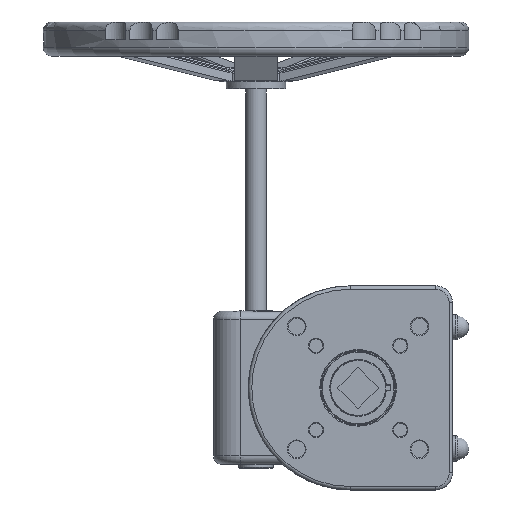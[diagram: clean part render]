
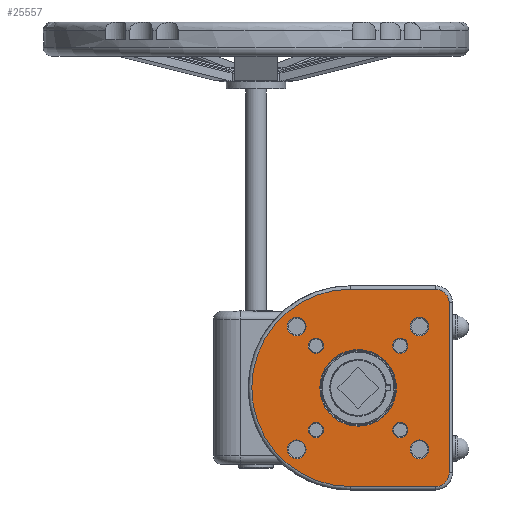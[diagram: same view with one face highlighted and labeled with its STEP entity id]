
A CAD part, front view. The second image highlights one B-rep face of the part: STEP entity #25557.
In plain terms, the highlighted face is planar.
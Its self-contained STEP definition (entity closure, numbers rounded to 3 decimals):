
#216=FACE_BOUND('',#4892,.T.);
#217=FACE_BOUND('',#4893,.T.);
#218=FACE_BOUND('',#4894,.T.);
#219=FACE_BOUND('',#4895,.T.);
#220=FACE_BOUND('',#4896,.T.);
#221=FACE_BOUND('',#4897,.T.);
#222=FACE_BOUND('',#4898,.T.);
#223=FACE_BOUND('',#4899,.T.);
#224=FACE_BOUND('',#4900,.T.);
#1880=PLANE('',#28135);
#3325=FACE_OUTER_BOUND('',#4891,.T.);
#4891=EDGE_LOOP('',(#21692,#21693,#21694,#21695,#21696,#21697));
#4892=EDGE_LOOP('',(#21698));
#4893=EDGE_LOOP('',(#21699));
#4894=EDGE_LOOP('',(#21700));
#4895=EDGE_LOOP('',(#21701));
#4896=EDGE_LOOP('',(#21702));
#4897=EDGE_LOOP('',(#21703));
#4898=EDGE_LOOP('',(#21704));
#4899=EDGE_LOOP('',(#21705));
#4900=EDGE_LOOP('',(#21706));
#6409=LINE('',#53933,#7922);
#6410=LINE('',#53937,#7923);
#6411=LINE('',#53941,#7924);
#7922=VECTOR('',#34399,10.);
#7923=VECTOR('',#34402,10.);
#7924=VECTOR('',#34405,10.);
#9256=CIRCLE('',#28132,5.5);
#9259=CIRCLE('',#28136,8.);
#9260=CIRCLE('',#28137,8.);
#9261=CIRCLE('',#28138,58.);
#9262=CIRCLE('',#28139,4.5);
#9263=CIRCLE('',#28140,5.5);
#9264=CIRCLE('',#28141,4.5);
#9265=CIRCLE('',#28142,5.5);
#9266=CIRCLE('',#28143,22.5);
#9267=CIRCLE('',#28144,4.5);
#9268=CIRCLE('',#28145,5.5);
#9269=CIRCLE('',#28146,4.5);
#11345=VERTEX_POINT('',#53923);
#11348=VERTEX_POINT('',#53931);
#11349=VERTEX_POINT('',#53932);
#11350=VERTEX_POINT('',#53934);
#11351=VERTEX_POINT('',#53936);
#11352=VERTEX_POINT('',#53938);
#11353=VERTEX_POINT('',#53940);
#11354=VERTEX_POINT('',#53943);
#11355=VERTEX_POINT('',#53945);
#11356=VERTEX_POINT('',#53947);
#11357=VERTEX_POINT('',#53949);
#11358=VERTEX_POINT('',#53951);
#11359=VERTEX_POINT('',#53953);
#11360=VERTEX_POINT('',#53955);
#11361=VERTEX_POINT('',#53957);
#14823=EDGE_CURVE('',#11345,#11345,#9256,.T.);
#14827=EDGE_CURVE('',#11348,#11349,#6409,.T.);
#14828=EDGE_CURVE('',#11350,#11348,#9259,.T.);
#14829=EDGE_CURVE('',#11351,#11350,#6410,.T.);
#14830=EDGE_CURVE('',#11352,#11351,#9260,.T.);
#14831=EDGE_CURVE('',#11353,#11352,#6411,.T.);
#14832=EDGE_CURVE('',#11349,#11353,#9261,.T.);
#14833=EDGE_CURVE('',#11354,#11354,#9262,.T.);
#14834=EDGE_CURVE('',#11355,#11355,#9263,.T.);
#14835=EDGE_CURVE('',#11356,#11356,#9264,.T.);
#14836=EDGE_CURVE('',#11357,#11357,#9265,.T.);
#14837=EDGE_CURVE('',#11358,#11358,#9266,.T.);
#14838=EDGE_CURVE('',#11359,#11359,#9267,.T.);
#14839=EDGE_CURVE('',#11360,#11360,#9268,.T.);
#14840=EDGE_CURVE('',#11361,#11361,#9269,.T.);
#21692=ORIENTED_EDGE('',*,*,#14827,.F.);
#21693=ORIENTED_EDGE('',*,*,#14828,.F.);
#21694=ORIENTED_EDGE('',*,*,#14829,.F.);
#21695=ORIENTED_EDGE('',*,*,#14830,.F.);
#21696=ORIENTED_EDGE('',*,*,#14831,.F.);
#21697=ORIENTED_EDGE('',*,*,#14832,.F.);
#21698=ORIENTED_EDGE('',*,*,#14833,.F.);
#21699=ORIENTED_EDGE('',*,*,#14834,.F.);
#21700=ORIENTED_EDGE('',*,*,#14835,.F.);
#21701=ORIENTED_EDGE('',*,*,#14836,.F.);
#21702=ORIENTED_EDGE('',*,*,#14837,.F.);
#21703=ORIENTED_EDGE('',*,*,#14838,.F.);
#21704=ORIENTED_EDGE('',*,*,#14839,.F.);
#21705=ORIENTED_EDGE('',*,*,#14840,.F.);
#21706=ORIENTED_EDGE('',*,*,#14823,.F.);
#25557=ADVANCED_FACE('',(#3325,#216,#217,#218,#219,#220,#221,#222,#223,
#224),#1880,.T.);
#28132=AXIS2_PLACEMENT_3D('',#53924,#34390,#34391);
#28135=AXIS2_PLACEMENT_3D('',#53930,#34397,#34398);
#28136=AXIS2_PLACEMENT_3D('',#53935,#34400,#34401);
#28137=AXIS2_PLACEMENT_3D('',#53939,#34403,#34404);
#28138=AXIS2_PLACEMENT_3D('',#53942,#34406,#34407);
#28139=AXIS2_PLACEMENT_3D('',#53944,#34408,#34409);
#28140=AXIS2_PLACEMENT_3D('',#53946,#34410,#34411);
#28141=AXIS2_PLACEMENT_3D('',#53948,#34412,#34413);
#28142=AXIS2_PLACEMENT_3D('',#53950,#34414,#34415);
#28143=AXIS2_PLACEMENT_3D('',#53952,#34416,#34417);
#28144=AXIS2_PLACEMENT_3D('',#53954,#34418,#34419);
#28145=AXIS2_PLACEMENT_3D('',#53956,#34420,#34421);
#28146=AXIS2_PLACEMENT_3D('',#53958,#34422,#34423);
#34390=DIRECTION('center_axis',(0.,1.,0.));
#34391=DIRECTION('ref_axis',(-1.,0.,0.));
#34397=DIRECTION('center_axis',(0.,1.,0.));
#34398=DIRECTION('ref_axis',(0.,0.,1.));
#34399=DIRECTION('',(0.,0.,-1.));
#34400=DIRECTION('center_axis',(0.,-1.,0.));
#34401=DIRECTION('ref_axis',(-0.707,0.,0.707));
#34402=DIRECTION('',(-1.,0.,0.));
#34403=DIRECTION('center_axis',(0.,-1.,0.));
#34404=DIRECTION('ref_axis',(0.707,0.,0.707));
#34405=DIRECTION('',(0.,0.,1.));
#34406=DIRECTION('center_axis',(0.,-1.,0.));
#34407=DIRECTION('ref_axis',(0.,0.,-1.));
#34408=DIRECTION('center_axis',(0.,1.,0.));
#34409=DIRECTION('ref_axis',(-1.,0.,0.));
#34410=DIRECTION('center_axis',(0.,1.,0.));
#34411=DIRECTION('ref_axis',(-1.,0.,0.));
#34412=DIRECTION('center_axis',(0.,1.,0.));
#34413=DIRECTION('ref_axis',(-1.,0.,0.));
#34414=DIRECTION('center_axis',(0.,1.,0.));
#34415=DIRECTION('ref_axis',(-1.,0.,0.));
#34416=DIRECTION('center_axis',(0.,1.,0.));
#34417=DIRECTION('ref_axis',(-1.,0.,0.));
#34418=DIRECTION('center_axis',(0.,1.,0.));
#34419=DIRECTION('ref_axis',(-1.,0.,0.));
#34420=DIRECTION('center_axis',(0.,1.,0.));
#34421=DIRECTION('ref_axis',(-1.,0.,0.));
#34422=DIRECTION('center_axis',(0.,1.,0.));
#34423=DIRECTION('ref_axis',(-1.,0.,0.));
#53923=CARTESIAN_POINT('',(41.562,3.,40.562));
#53924=CARTESIAN_POINT('Origin',(36.062,3.,40.562));
#53930=CARTESIAN_POINT('Origin',(0.,3.,0.));
#53931=CARTESIAN_POINT('',(-58.,3.,50.));
#53932=CARTESIAN_POINT('',(-58.,3.,0.));
#53933=CARTESIAN_POINT('',(-58.,3.,0.));
#53934=CARTESIAN_POINT('',(-50.,3.,58.));
#53935=CARTESIAN_POINT('Origin',(-50.,3.,50.));
#53936=CARTESIAN_POINT('',(50.,3.,58.));
#53937=CARTESIAN_POINT('',(-30.,3.,58.));
#53938=CARTESIAN_POINT('',(58.,3.,50.));
#53939=CARTESIAN_POINT('Origin',(50.,3.,50.));
#53940=CARTESIAN_POINT('',(58.,3.,0.));
#53941=CARTESIAN_POINT('',(58.,3.,30.));
#53942=CARTESIAN_POINT('Origin',(0.,3.,0.));
#53943=CARTESIAN_POINT('',(29.249,3.,29.249));
#53944=CARTESIAN_POINT('Origin',(24.749,3.,29.249));
#53945=CARTESIAN_POINT('',(41.562,3.,-31.562));
#53946=CARTESIAN_POINT('Origin',(36.062,3.,-31.562));
#53947=CARTESIAN_POINT('',(-20.249,3.,-20.249));
#53948=CARTESIAN_POINT('Origin',(-24.749,3.,-20.249));
#53949=CARTESIAN_POINT('',(-30.562,3.,40.562));
#53950=CARTESIAN_POINT('Origin',(-36.062,3.,40.562));
#53951=CARTESIAN_POINT('',(22.5,3.,4.5));
#53952=CARTESIAN_POINT('Origin',(0.,3.,4.5));
#53953=CARTESIAN_POINT('',(-20.249,3.,29.249));
#53954=CARTESIAN_POINT('Origin',(-24.749,3.,29.249));
#53955=CARTESIAN_POINT('',(-30.562,3.,-31.562));
#53956=CARTESIAN_POINT('Origin',(-36.062,3.,-31.562));
#53957=CARTESIAN_POINT('',(29.249,3.,-20.249));
#53958=CARTESIAN_POINT('Origin',(24.749,3.,-20.249));
